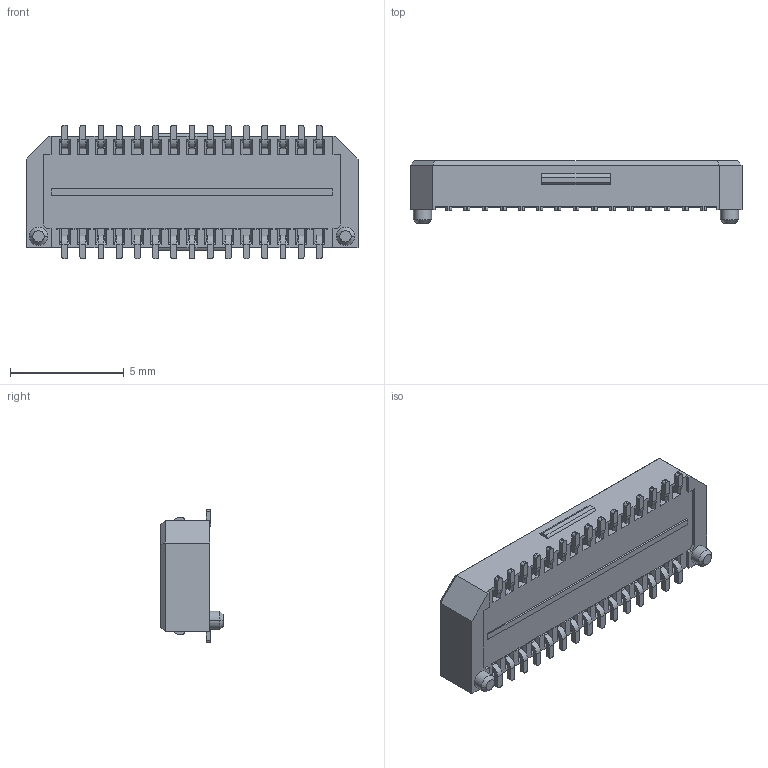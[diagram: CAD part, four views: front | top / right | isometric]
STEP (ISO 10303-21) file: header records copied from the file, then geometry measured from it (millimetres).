
FILE_DESCRIPTION( ('This file contains a STEP AP42 implementation' ,'as created by ZW3D STEP Interface translator.') ,'2;1' );
FILE_NAME( '3617-SXXX-022XXR01.stp' ,'23 323.112230', (''), ('ZWCAD Software Co.'), 'Version 1.0', 'ZW3D to STEP translator', '' );
FILE_SCHEMA(('AUTOMOTIVE_DESIGN { 1 0 10303 214 1 1 1 1 }'));
Length unit declared in the file: millimetre
Products named in the file (2): 0; 3617-SXXX-022XXR01
Bounding box: 14.6 x 2.75 x 5.88 mm (x, y, z)
Volume: 108.6 mm3; surface area: 408.2 mm2
Topology: 1 solids, 1 shells, 1902 faces, 4768 edges, 2874 vertices
Faces by surface type: plane 1530, cylinder 336, bspline 30, cone 6
Entity records: 58359 total; most frequent: CARTESIAN_POINT 11375, ORIENTED_EDGE 9536, DIRECTION 8894, EDGE_CURVE 4768, VECTOR 4028, LINE 4028, VERTEX_POINT 2874, AXIS2_PLACEMENT_3D 2433
